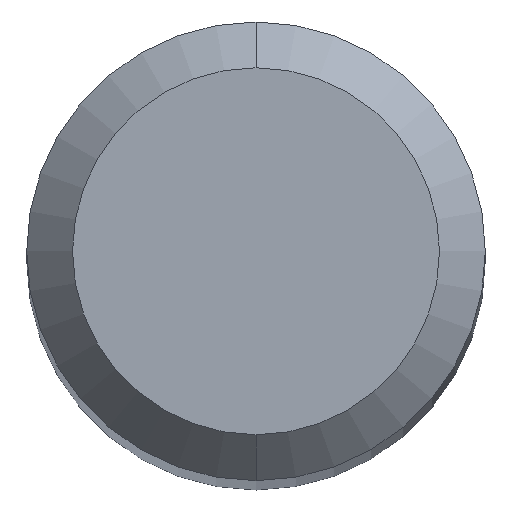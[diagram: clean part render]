
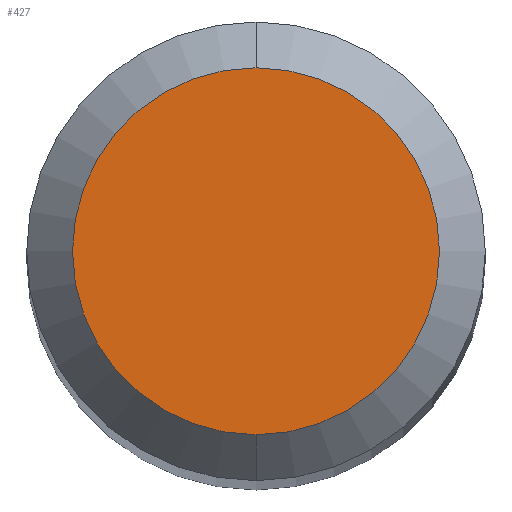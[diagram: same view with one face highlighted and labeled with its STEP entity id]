
A CAD part, top view. The second image highlights one B-rep face of the part: STEP entity #427.
In plain terms, the highlighted planar face has unit normal (0, 0, 1).
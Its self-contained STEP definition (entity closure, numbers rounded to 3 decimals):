
#201=VERTEX_POINT('',#504);
#281=EDGE_CURVE('',#379,#201,#592,.T.);
#329=EDGE_CURVE('',#201,#379,#642,.T.);
#379=VERTEX_POINT('',#700);
#427=ADVANCED_FACE('',(#752),#753,.T.);
#504=CARTESIAN_POINT('',(0.,-1.2,0.0));
#592=CIRCLE('',#1048,1.2);
#642=CIRCLE('',#1140,1.2);
#700=CARTESIAN_POINT('',(0.0,1.2,0.0));
#752=FACE_OUTER_BOUND('',#1333,.T.);
#753=PLANE('',#1334);
#1048=AXIS2_PLACEMENT_3D('',#1546,#1547,#1548);
#1140=AXIS2_PLACEMENT_3D('',#1582,#1583,#1584);
#1333=EDGE_LOOP('',(#1726,#1727));
#1334=AXIS2_PLACEMENT_3D('',#1728,#1729,#1730);
#1546=CARTESIAN_POINT('',(0.0,0.0,0.0));
#1547=DIRECTION('',(0.0,0.0,-1.0));
#1548=DIRECTION('',(0.0,1.0,0.0));
#1582=CARTESIAN_POINT('',(0.0,0.0,0.0));
#1583=DIRECTION('',(0.0,0.0,-1.0));
#1584=DIRECTION('',(0.0,1.0,0.0));
#1726=ORIENTED_EDGE('',*,*,#281,.F.);
#1727=ORIENTED_EDGE('',*,*,#329,.F.);
#1728=CARTESIAN_POINT('',(0.0,0.6,0.0));
#1729=DIRECTION('',(-0.0,0.0,1.0));
#1730=DIRECTION('',(0.0,-1.0,0.0));
